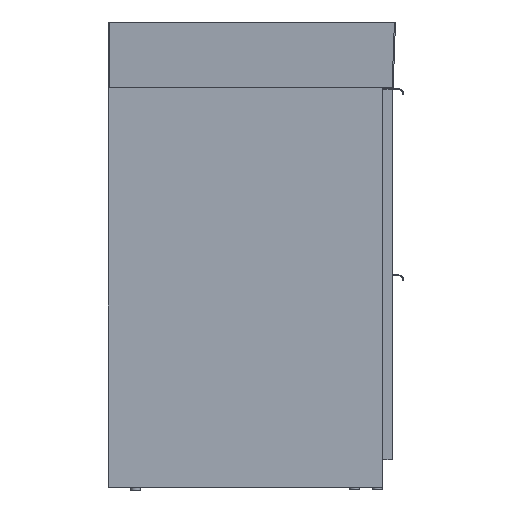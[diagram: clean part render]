
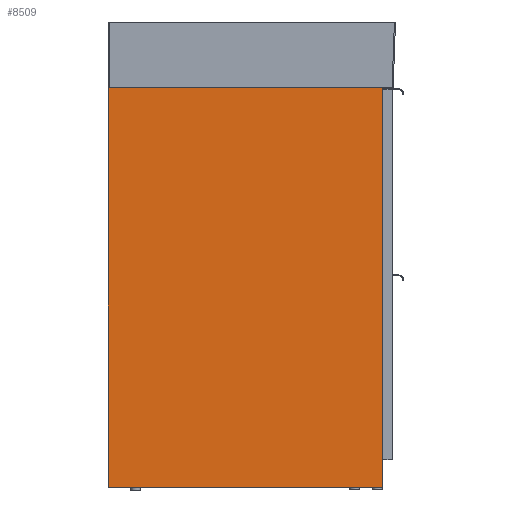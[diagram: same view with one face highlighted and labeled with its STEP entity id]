
A CAD part, left-side view. The second image highlights one B-rep face of the part: STEP entity #8509.
In plain terms, the highlighted planar face has unit normal (-1, 0, 0).
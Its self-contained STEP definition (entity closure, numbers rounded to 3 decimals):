
#1211=FACE_OUTER_BOUND('',#1782,.T.);
#1782=EDGE_LOOP('',(#6229,#6230,#6231,#6232));
#2517=LINE('',#12893,#3188);
#2521=LINE('',#12901,#3192);
#2524=LINE('',#12907,#3195);
#2527=LINE('',#12912,#3198);
#3188=VECTOR('',#10511,1.);
#3192=VECTOR('',#10517,1.);
#3195=VECTOR('',#10522,1.);
#3198=VECTOR('',#10527,1.);
#3761=VERTEX_POINT('',#12891);
#3762=VERTEX_POINT('',#12892);
#3765=VERTEX_POINT('',#12900);
#3767=VERTEX_POINT('',#12906);
#4632=EDGE_CURVE('',#3761,#3762,#2517,.T.);
#4636=EDGE_CURVE('',#3762,#3765,#2521,.T.);
#4639=EDGE_CURVE('',#3765,#3767,#2524,.T.);
#4642=EDGE_CURVE('',#3767,#3761,#2527,.T.);
#6229=ORIENTED_EDGE('',*,*,#4642,.T.);
#6230=ORIENTED_EDGE('',*,*,#4632,.T.);
#6231=ORIENTED_EDGE('',*,*,#4636,.T.);
#6232=ORIENTED_EDGE('',*,*,#4639,.T.);
#8244=PLANE('',#9212);
#8509=ADVANCED_FACE('',(#1211),#8244,.T.);
#9212=AXIS2_PLACEMENT_3D('',#12915,#10531,#10532);
#10511=DIRECTION('',(0.,0.,-1.));
#10517=DIRECTION('',(0.,-1.,0.));
#10522=DIRECTION('',(0.,0.,1.));
#10527=DIRECTION('',(0.,1.,0.));
#10531=DIRECTION('center_axis',(-1.,0.,0.));
#10532=DIRECTION('ref_axis',(0.,0.,1.));
#12891=CARTESIAN_POINT('',(-16.766,-24.827,730.));
#12892=CARTESIAN_POINT('',(-16.766,-24.827,0.));
#12893=CARTESIAN_POINT('',(-16.766,-24.827,730.));
#12900=CARTESIAN_POINT('',(-16.766,-524.827,0.));
#12901=CARTESIAN_POINT('',(-16.766,-24.827,0.));
#12906=CARTESIAN_POINT('',(-16.766,-524.827,730.));
#12907=CARTESIAN_POINT('',(-16.766,-524.827,0.));
#12912=CARTESIAN_POINT('',(-16.766,-524.827,730.));
#12915=CARTESIAN_POINT('Origin',(-16.766,-274.827,365.));
